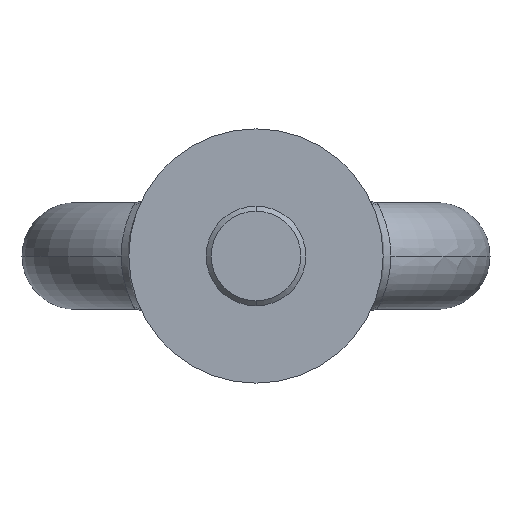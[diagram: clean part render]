
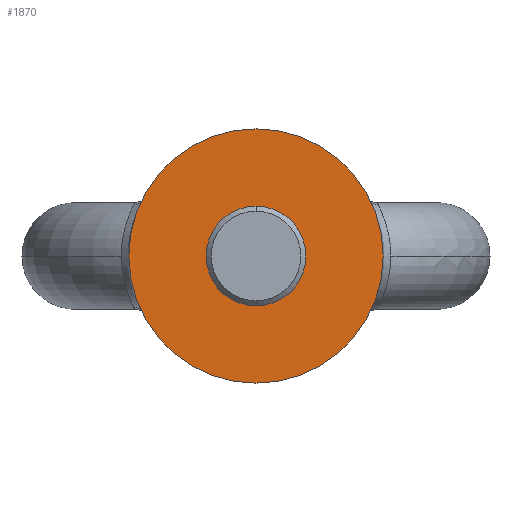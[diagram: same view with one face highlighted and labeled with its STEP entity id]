
A CAD part, front view. The second image highlights one B-rep face of the part: STEP entity #1870.
In plain terms, the highlighted planar face has unit normal (0, -1, 0).
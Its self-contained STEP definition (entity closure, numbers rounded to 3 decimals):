
#20 = EDGE_CURVE ( 'NONE', #1587, #267, #473, .T. ) ;
#70 = ORIENTED_EDGE ( 'NONE', *, *, #1553, .F. ) ;
#122 = DIRECTION ( 'NONE',  ( 0., 1., 0. ) ) ;
#136 = CARTESIAN_POINT ( 'NONE',  ( 0., -23., 0. ) ) ;
#215 = EDGE_CURVE ( 'NONE', #267, #1587, #1693, .T. ) ;
#233 = ORIENTED_EDGE ( 'NONE', *, *, #20, .F. ) ;
#267 = VERTEX_POINT ( 'NONE', #1759 ) ;
#353 = DIRECTION ( 'NONE',  ( 0., 0., 1. ) ) ;
#473 = CIRCLE ( 'NONE', #1293, 12.5 ) ;
#477 = DIRECTION ( 'NONE',  ( 0., -1., 0. ) ) ;
#681 = CARTESIAN_POINT ( 'NONE',  ( 0., -23., 4.9 ) ) ;
#723 = PLANE ( 'NONE',  #1672 ) ;
#734 = DIRECTION ( 'NONE',  ( 0., 1., 0. ) ) ;
#879 = CARTESIAN_POINT ( 'NONE',  ( 0., -23., -12.5 ) ) ;
#955 = DIRECTION ( 'NONE',  ( 0., 0., 1. ) ) ;
#982 = DIRECTION ( 'NONE',  ( 0., 0., 1. ) ) ;
#1077 = CARTESIAN_POINT ( 'NONE',  ( 0., -23., 0. ) ) ;
#1093 = CARTESIAN_POINT ( 'NONE',  ( 0., -23., 0. ) ) ;
#1194 = CIRCLE ( 'NONE', #2371, 4.9 ) ;
#1255 = FACE_BOUND ( 'NONE', #2615, .T. ) ;
#1265 = DIRECTION ( 'NONE',  ( 0., 0., 1. ) ) ;
#1280 = ORIENTED_EDGE ( 'NONE', *, *, #215, .F. ) ;
#1293 = AXIS2_PLACEMENT_3D ( 'NONE', #1602, #122, #353 ) ;
#1358 = EDGE_CURVE ( 'NONE', #2382, #2642, #2167, .T. ) ;
#1374 = AXIS2_PLACEMENT_3D ( 'NONE', #1077, #2564, #1265 ) ;
#1460 = FACE_OUTER_BOUND ( 'NONE', #1824, .T. ) ;
#1465 = AXIS2_PLACEMENT_3D ( 'NONE', #136, #2480, #982 ) ;
#1553 = EDGE_CURVE ( 'NONE', #2642, #2382, #1194, .T. ) ;
#1587 = VERTEX_POINT ( 'NONE', #879 ) ;
#1602 = CARTESIAN_POINT ( 'NONE',  ( 0., -23., 0. ) ) ;
#1672 = AXIS2_PLACEMENT_3D ( 'NONE', #2689, #734, #955 ) ;
#1693 = CIRCLE ( 'NONE', #1374, 12.5 ) ;
#1759 = CARTESIAN_POINT ( 'NONE',  ( 0., -23., 12.5 ) ) ;
#1824 = EDGE_LOOP ( 'NONE', ( #1280, #233 ) ) ;
#1870 = ADVANCED_FACE ( 'NONE', ( #1460, #1255 ), #723, .F. ) ;
#2167 = CIRCLE ( 'NONE', #1465, 4.9 ) ;
#2265 = ORIENTED_EDGE ( 'NONE', *, *, #1358, .F. ) ;
#2371 = AXIS2_PLACEMENT_3D ( 'NONE', #1093, #477, #2393 ) ;
#2382 = VERTEX_POINT ( 'NONE', #681 ) ;
#2393 = DIRECTION ( 'NONE',  ( 0., 0., 1. ) ) ;
#2480 = DIRECTION ( 'NONE',  ( 0., -1., 0. ) ) ;
#2564 = DIRECTION ( 'NONE',  ( 0., 1., 0. ) ) ;
#2615 = EDGE_LOOP ( 'NONE', ( #2265, #70 ) ) ;
#2642 = VERTEX_POINT ( 'NONE', #2664 ) ;
#2664 = CARTESIAN_POINT ( 'NONE',  ( 0., -23., -4.9 ) ) ;
#2689 = CARTESIAN_POINT ( 'NONE',  ( 0., -23., 0. ) ) ;
